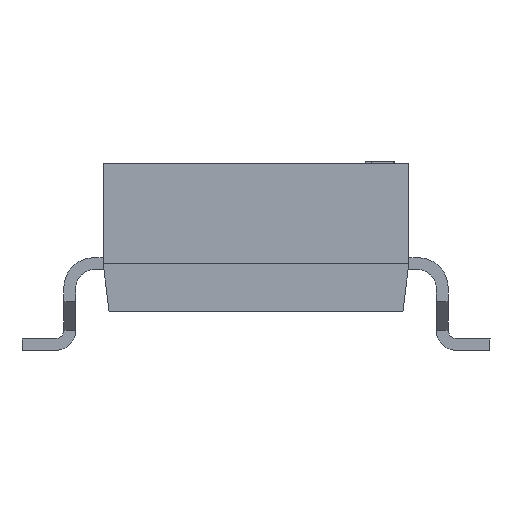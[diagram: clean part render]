
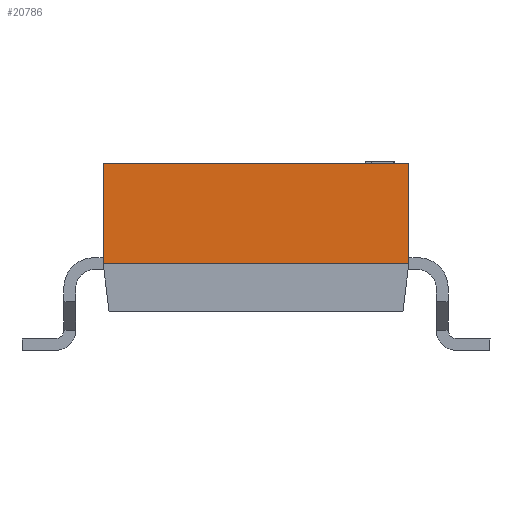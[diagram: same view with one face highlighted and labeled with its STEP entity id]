
A CAD part, front view. The second image highlights one B-rep face of the part: STEP entity #20786.
In plain terms, the highlighted planar face has unit normal (0, -1, 0).
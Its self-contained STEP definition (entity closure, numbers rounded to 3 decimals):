
#19115=CARTESIAN_POINT('',(-3.2,-10.63,1.7));
#19116=VERTEX_POINT('',#19115);
#19123=CARTESIAN_POINT('',(-3.2,-10.63,3.8));
#19124=VERTEX_POINT('',#19123);
#19125=CARTESIAN_POINT('',(-3.2,-10.63,1.7));
#19126=DIRECTION('',(0.0,0.0,1.0));
#19127=VECTOR('',#19126,2.1);
#19128=LINE('',#19125,#19127);
#19129=EDGE_CURVE('',#19116,#19124,#19128,.T.);
#20756=CARTESIAN_POINT('',(3.2,-10.63,0.7));
#20757=DIRECTION('',(0.0,-1.0,0.0));
#20758=DIRECTION('',(0.0,0.0,-1.0));
#20759=AXIS2_PLACEMENT_3D('',#20756,#20757,#20758);
#20760=PLANE('',#20759);
#20761=CARTESIAN_POINT('',(3.2,-10.63,3.8));
#20762=VERTEX_POINT('',#20761);
#20763=CARTESIAN_POINT('',(3.2,-10.63,3.8));
#20764=DIRECTION('',(-1.0,0.0,0.0));
#20765=VECTOR('',#20764,6.4);
#20766=LINE('',#20763,#20765);
#20767=EDGE_CURVE('',#20762,#19124,#20766,.T.);
#20768=ORIENTED_EDGE('',*,*,#20767,.T.);
#20769=ORIENTED_EDGE('',*,*,#19129,.F.);
#20770=CARTESIAN_POINT('',(3.2,-10.63,1.7));
#20771=VERTEX_POINT('',#20770);
#20772=CARTESIAN_POINT('',(3.2,-10.63,1.7));
#20773=DIRECTION('',(-1.0,0.0,0.0));
#20774=VECTOR('',#20773,6.4);
#20775=LINE('',#20772,#20774);
#20776=EDGE_CURVE('',#20771,#19116,#20775,.T.);
#20777=ORIENTED_EDGE('',*,*,#20776,.F.);
#20778=CARTESIAN_POINT('',(3.2,-10.63,1.7));
#20779=DIRECTION('',(0.0,0.0,1.0));
#20780=VECTOR('',#20779,2.1);
#20781=LINE('',#20778,#20780);
#20782=EDGE_CURVE('',#20771,#20762,#20781,.T.);
#20783=ORIENTED_EDGE('',*,*,#20782,.T.);
#20784=EDGE_LOOP('',(#20768,#20769,#20777,#20783));
#20785=FACE_OUTER_BOUND('',#20784,.T.);
#20786=ADVANCED_FACE('',(#20785),#20760,.T.);
